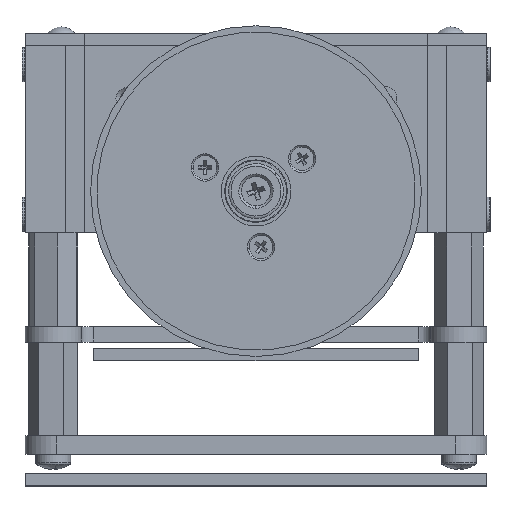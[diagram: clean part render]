
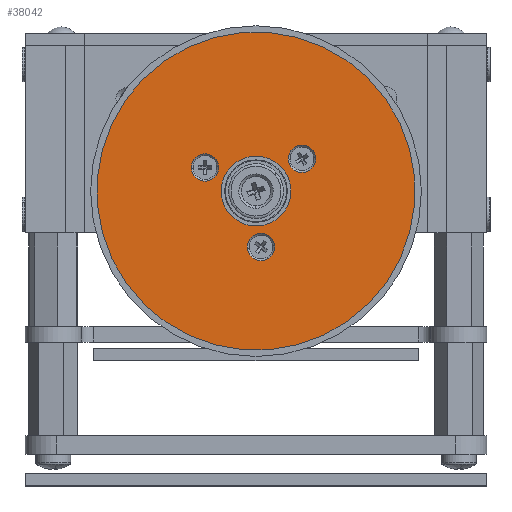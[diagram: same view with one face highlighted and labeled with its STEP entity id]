
A CAD part, front view. The second image highlights one B-rep face of the part: STEP entity #38042.
In plain terms, the highlighted face is planar.
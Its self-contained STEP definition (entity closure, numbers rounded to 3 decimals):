
#456 = DIRECTION ( 'NONE',  ( -1., 0., 0. ) ) ;
#581 = VERTEX_POINT ( 'NONE', #34590 ) ;
#841 = DIRECTION ( 'NONE',  ( 0., 0., -1. ) ) ;
#946 = CARTESIAN_POINT ( 'NONE',  ( -7.794, -4.5, 0. ) ) ;
#1872 = AXIS2_PLACEMENT_3D ( 'NONE', #31266, #21747, #18083 ) ;
#2531 = CARTESIAN_POINT ( 'NONE',  ( 2.2, 9., 0. ) ) ;
#2963 = DIRECTION ( 'NONE',  ( -1., 0., 0. ) ) ;
#3042 = CIRCLE ( 'NONE', #23581, 2.2 ) ;
#3316 = EDGE_LOOP ( 'NONE', ( #41690, #24597 ) ) ;
#3319 = ORIENTED_EDGE ( 'NONE', *, *, #36475, .F. ) ;
#3614 = CARTESIAN_POINT ( 'NONE',  ( 0., 0., 0. ) ) ;
#4787 = CARTESIAN_POINT ( 'NONE',  ( 9.994, -4.5, 0. ) ) ;
#5430 = CARTESIAN_POINT ( 'NONE',  ( -5.6, 0., 0. ) ) ;
#5678 = EDGE_CURVE ( 'NONE', #21180, #581, #20980, .T. ) ;
#5821 = CARTESIAN_POINT ( 'NONE',  ( 25.5, 0., 0. ) ) ;
#5837 = FACE_BOUND ( 'NONE', #3316, .T. ) ;
#5876 = AXIS2_PLACEMENT_3D ( 'NONE', #10218, #6682, #36103 ) ;
#6256 = ORIENTED_EDGE ( 'NONE', *, *, #28745, .F. ) ;
#6682 = DIRECTION ( 'NONE',  ( 0., 0., 1. ) ) ;
#6825 = DIRECTION ( 'NONE',  ( -1., 0., 0. ) ) ;
#6967 = DIRECTION ( 'NONE',  ( 0., 0., -1. ) ) ;
#7519 = CARTESIAN_POINT ( 'NONE',  ( 7.794, -4.5, 0. ) ) ;
#7553 = AXIS2_PLACEMENT_3D ( 'NONE', #22295, #28970, #2963 ) ;
#7692 = CARTESIAN_POINT ( 'NONE',  ( 0., 9., 0. ) ) ;
#7916 = CIRCLE ( 'NONE', #21511, 2.2 ) ;
#7923 = CARTESIAN_POINT ( 'NONE',  ( -5.594, -4.5, 0. ) ) ;
#9504 = CIRCLE ( 'NONE', #22820, 5.6 ) ;
#10218 = CARTESIAN_POINT ( 'NONE',  ( 0., 0., 0. ) ) ;
#10360 = CARTESIAN_POINT ( 'NONE',  ( 25.5, 0., 0. ) ) ;
#10628 = VERTEX_POINT ( 'NONE', #30422 ) ;
#10872 = EDGE_LOOP ( 'NONE', ( #27056, #38332 ) ) ;
#11481 = EDGE_CURVE ( 'NONE', #19233, #15092, #26503, .T. ) ;
#12057 = EDGE_LOOP ( 'NONE', ( #30773, #14247 ) ) ;
#13276 = DIRECTION ( 'NONE',  ( 0., 0., -1. ) ) ;
#13592 = CIRCLE ( 'NONE', #7553, 2.2 ) ;
#14186 = VERTEX_POINT ( 'NONE', #5430 ) ;
#14247 = ORIENTED_EDGE ( 'NONE', *, *, #11481, .F. ) ;
#14256 = VERTEX_POINT ( 'NONE', #34286 ) ;
#14501 = FACE_BOUND ( 'NONE', #28661, .T. ) ;
#15092 = VERTEX_POINT ( 'NONE', #10360 ) ;
#15214 = EDGE_CURVE ( 'NONE', #10628, #34210, #16166, .T. ) ;
#15260 = CIRCLE ( 'NONE', #5876, 25.5 ) ;
#15624 = PLANE ( 'NONE',  #20169 ) ;
#15797 = AXIS2_PLACEMENT_3D ( 'NONE', #7692, #841, #23631 ) ;
#16166 = CIRCLE ( 'NONE', #20497, 2.2 ) ;
#17339 = DIRECTION ( 'NONE',  ( 0., 0., -1. ) ) ;
#18083 = DIRECTION ( 'NONE',  ( -1., 0., 0. ) ) ;
#18427 = AXIS2_PLACEMENT_3D ( 'NONE', #3614, #13276, #456 ) ;
#19233 = VERTEX_POINT ( 'NONE', #29417 ) ;
#20169 = AXIS2_PLACEMENT_3D ( 'NONE', #5821, #31981, #32261 ) ;
#20497 = AXIS2_PLACEMENT_3D ( 'NONE', #7519, #17339, #30692 ) ;
#20627 = FACE_BOUND ( 'NONE', #31361, .T. ) ;
#20980 = CIRCLE ( 'NONE', #15797, 2.2 ) ;
#21180 = VERTEX_POINT ( 'NONE', #2531 ) ;
#21183 = ORIENTED_EDGE ( 'NONE', *, *, #29661, .F. ) ;
#21511 = AXIS2_PLACEMENT_3D ( 'NONE', #946, #26870, #30264 ) ;
#21747 = DIRECTION ( 'NONE',  ( 0., 0., -1. ) ) ;
#22295 = CARTESIAN_POINT ( 'NONE',  ( -7.794, -4.5, 0. ) ) ;
#22820 = AXIS2_PLACEMENT_3D ( 'NONE', #34869, #31325, #38138 ) ;
#23581 = AXIS2_PLACEMENT_3D ( 'NONE', #29437, #6967, #6825 ) ;
#23631 = DIRECTION ( 'NONE',  ( -1., 0., 0. ) ) ;
#23768 = VERTEX_POINT ( 'NONE', #7923 ) ;
#24597 = ORIENTED_EDGE ( 'NONE', *, *, #34118, .F. ) ;
#25187 = CIRCLE ( 'NONE', #1872, 2.2 ) ;
#25754 = CARTESIAN_POINT ( 'NONE',  ( 0., 0., 0. ) ) ;
#26503 = CIRCLE ( 'NONE', #32552, 25.5 ) ;
#26870 = DIRECTION ( 'NONE',  ( 0., 0., -1. ) ) ;
#27056 = ORIENTED_EDGE ( 'NONE', *, *, #37884, .F. ) ;
#28661 = EDGE_LOOP ( 'NONE', ( #6256, #32731 ) ) ;
#28728 = FACE_BOUND ( 'NONE', #10872, .T. ) ;
#28745 = EDGE_CURVE ( 'NONE', #14186, #14256, #9504, .T. ) ;
#28970 = DIRECTION ( 'NONE',  ( 0., 0., -1. ) ) ;
#29417 = CARTESIAN_POINT ( 'NONE',  ( -25.5, 0., 0. ) ) ;
#29437 = CARTESIAN_POINT ( 'NONE',  ( 7.794, -4.5, 0. ) ) ;
#29661 = EDGE_CURVE ( 'NONE', #23768, #40991, #7916, .T. ) ;
#30264 = DIRECTION ( 'NONE',  ( -1., 0., 0. ) ) ;
#30422 = CARTESIAN_POINT ( 'NONE',  ( 5.594, -4.5, 0. ) ) ;
#30692 = DIRECTION ( 'NONE',  ( -1., 0., 0. ) ) ;
#30773 = ORIENTED_EDGE ( 'NONE', *, *, #35196, .F. ) ;
#31266 = CARTESIAN_POINT ( 'NONE',  ( 0., 9., 0. ) ) ;
#31325 = DIRECTION ( 'NONE',  ( 0., 0., -1. ) ) ;
#31361 = EDGE_LOOP ( 'NONE', ( #3319, #21183 ) ) ;
#31981 = DIRECTION ( 'NONE',  ( 0., 0., -1. ) ) ;
#32261 = DIRECTION ( 'NONE',  ( -1., 0., 0. ) ) ;
#32552 = AXIS2_PLACEMENT_3D ( 'NONE', #25754, #42104, #35254 ) ;
#32731 = ORIENTED_EDGE ( 'NONE', *, *, #34636, .F. ) ;
#34118 = EDGE_CURVE ( 'NONE', #34210, #10628, #3042, .T. ) ;
#34210 = VERTEX_POINT ( 'NONE', #4787 ) ;
#34286 = CARTESIAN_POINT ( 'NONE',  ( 5.6, 0., 0. ) ) ;
#34590 = CARTESIAN_POINT ( 'NONE',  ( -2.2, 9., 0. ) ) ;
#34636 = EDGE_CURVE ( 'NONE', #14256, #14186, #35069, .T. ) ;
#34869 = CARTESIAN_POINT ( 'NONE',  ( 0., 0., 0. ) ) ;
#35069 = CIRCLE ( 'NONE', #18427, 5.6 ) ;
#35196 = EDGE_CURVE ( 'NONE', #15092, #19233, #15260, .T. ) ;
#35254 = DIRECTION ( 'NONE',  ( 1., 0., 0. ) ) ;
#36103 = DIRECTION ( 'NONE',  ( 1., 0., 0. ) ) ;
#36475 = EDGE_CURVE ( 'NONE', #40991, #23768, #13592, .T. ) ;
#37884 = EDGE_CURVE ( 'NONE', #581, #21180, #25187, .T. ) ;
#38042 = ADVANCED_FACE ( 'NONE', ( #14501, #5837, #20627, #28728, #38911 ), #15624, .T. ) ;
#38138 = DIRECTION ( 'NONE',  ( -1., 0., 0. ) ) ;
#38332 = ORIENTED_EDGE ( 'NONE', *, *, #5678, .F. ) ;
#38911 = FACE_OUTER_BOUND ( 'NONE', #12057, .T. ) ;
#39594 = CARTESIAN_POINT ( 'NONE',  ( -9.994, -4.5, 0. ) ) ;
#40991 = VERTEX_POINT ( 'NONE', #39594 ) ;
#41690 = ORIENTED_EDGE ( 'NONE', *, *, #15214, .F. ) ;
#42104 = DIRECTION ( 'NONE',  ( 0., 0., 1. ) ) ;
